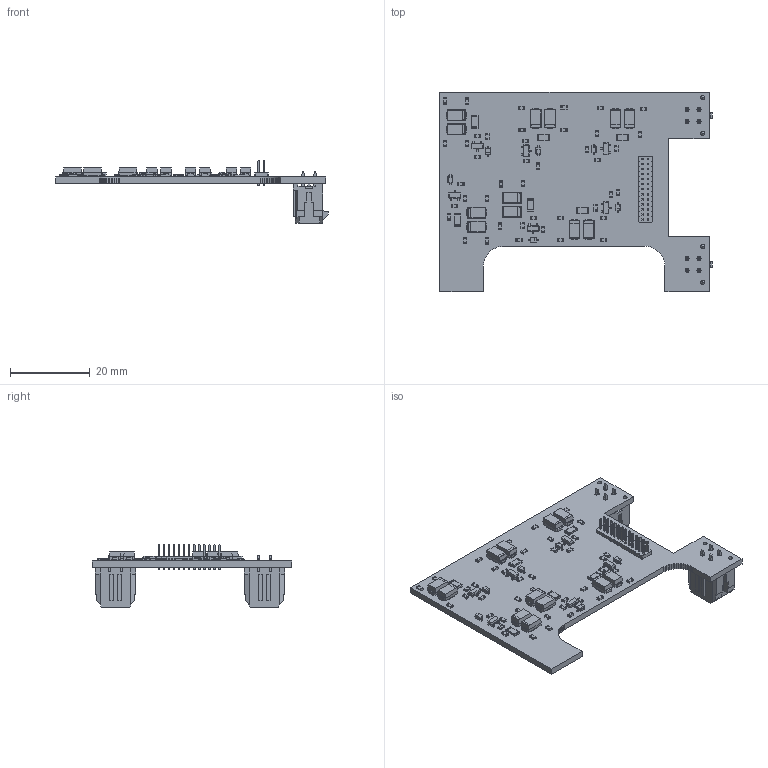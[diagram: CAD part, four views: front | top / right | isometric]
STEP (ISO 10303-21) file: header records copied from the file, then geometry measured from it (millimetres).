
FILE_DESCRIPTION(('KiCad electronic assembly'),'2;1');
FILE_NAME('DIC_Addon.step','2025-03-15T20:46:37',('Pcbnew'),('Kicad'), 'Open CASCADE STEP processor 7.7','KiCad to STEP converter','Unknown' );
FILE_SCHEMA(('AUTOMOTIVE_DESIGN { 1 0 10303 214 1 1 1 1 }'));
Length unit declared in the file: millimetre
Products named in the file (16): DIC_Addon 1; SOT-23; SOT_23; R_0603_1608Metric; D_SOD-323; D_SOD_323; D_SMA; R_1206_3216Metric; PinHeader_2x13_P1.27mm_Vertical; PinHeader_2x13_P127mm_Vertical; Molex_Micro-Fit_3.0_43045-0412_2x02_P3.00mm_Vertical; 430450412; DIC_Addon PCB
Assembly tree (83 placements, depth 3):
  DIC_Addon 1
    SOT-23  x6
      SOT_23
    R_0603_1608Metric  x42
      R_0603_1608Metric
    D_SOD-323  x6
      D_SOD_323
    D_SMA  x12
      D_SMA
    R_1206_3216Metric  x6
      R_1206_3216Metric
    PinHeader_2x13_P1.27mm_Vertical
      PinHeader_2x13_P127mm_Vertical
    Molex_Micro-Fit_3.0_43045-0412_2x02_P3.00mm_Vertical  x2
      430450412
    DIC_Addon PCB
Bounding box: 68.55 x 50.16 x 15.65 mm (x, y, z)
Volume: 5536.7 mm3; surface area: 9213 mm2
Topology: 76 solids, 76 shells, 3702 faces, 9402 edges, 5980 vertices
Faces by surface type: plane 2640, cylinder 616, bspline 438, cone 8
Full cylindrical faces by diameter (mm): 0.65 x26, 1.02 x12
Entity records: 74743 total; most frequent: CARTESIAN_POINT 12573, DIRECTION 10385, LINE 7677, VECTOR 7677, ORIENTED_EDGE 5512, PCURVE 5512, DEFINITIONAL_REPRESENTATION 5512, EDGE_CURVE 2756
